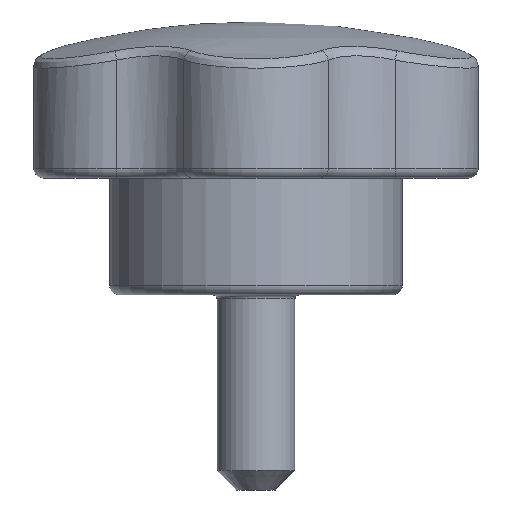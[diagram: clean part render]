
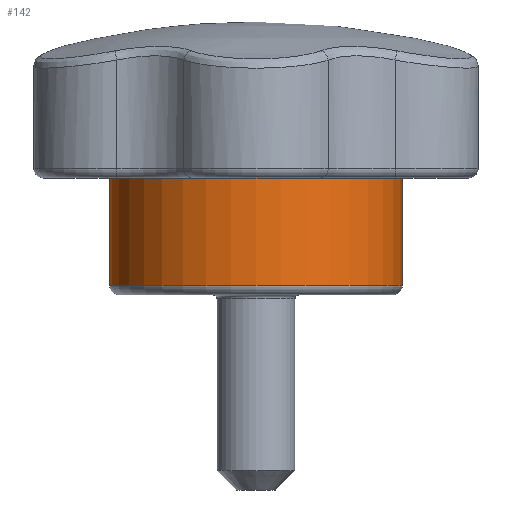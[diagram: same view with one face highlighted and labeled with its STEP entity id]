
A CAD part, left-side view. The second image highlights one B-rep face of the part: STEP entity #142.
In plain terms, the highlighted cylindrical face has radius 7.5 mm (diameter 15 mm), a full revolution.
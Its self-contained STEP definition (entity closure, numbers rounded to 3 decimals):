
#142 = ADVANCED_FACE( '', ( #297, #298 ), #299, .T. );
#297 = FACE_OUTER_BOUND( '', #1809, .T. );
#298 = FACE_OUTER_BOUND( '', #1810, .T. );
#299 = CYLINDRICAL_SURFACE( '', #1811, 7.5 );
#1809 = EDGE_LOOP( '', ( #2999 ) );
#1810 = EDGE_LOOP( '', ( #3000 ) );
#1811 = AXIS2_PLACEMENT_3D( '', #3001, #3002, #3003 );
#2999 = ORIENTED_EDGE( '', *, *, #3160, .T. );
#3000 = ORIENTED_EDGE( '', *, *, #3146, .F. );
#3001 = CARTESIAN_POINT( '', ( 0., 0., 14. ) );
#3002 = DIRECTION( '', ( 0., 0., -1. ) );
#3003 = DIRECTION( '', ( 1., 0., 0. ) );
#3146 = EDGE_CURVE( '', #3328, #3328, #3329, .T. );
#3160 = EDGE_CURVE( '', #3347, #3347, #3348, .T. );
#3328 = VERTEX_POINT( '', #3836 );
#3329 = CIRCLE( '', #3837, 7.5 );
#3347 = VERTEX_POINT( '', #4024 );
#3348 = CIRCLE( '', #4025, 7.5 );
#3836 = CARTESIAN_POINT( '', ( 7.5, 0., 6. ) );
#3837 = AXIS2_PLACEMENT_3D( '', #4964, #4965, #4966 );
#4024 = CARTESIAN_POINT( '', ( 7.5, 0., 0.5 ) );
#4025 = AXIS2_PLACEMENT_3D( '', #4978, #4979, #4980 );
#4964 = CARTESIAN_POINT( '', ( 0., 0., 6. ) );
#4965 = DIRECTION( '', ( 0., 0., 1. ) );
#4966 = DIRECTION( '', ( 1., 0., 0. ) );
#4978 = CARTESIAN_POINT( '', ( 0., 0., 0.5 ) );
#4979 = DIRECTION( '', ( 0., 0., 1. ) );
#4980 = DIRECTION( '', ( 1., 0., 0. ) );
